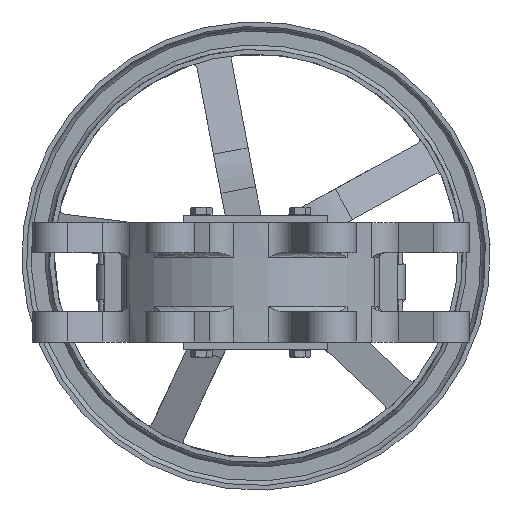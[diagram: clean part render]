
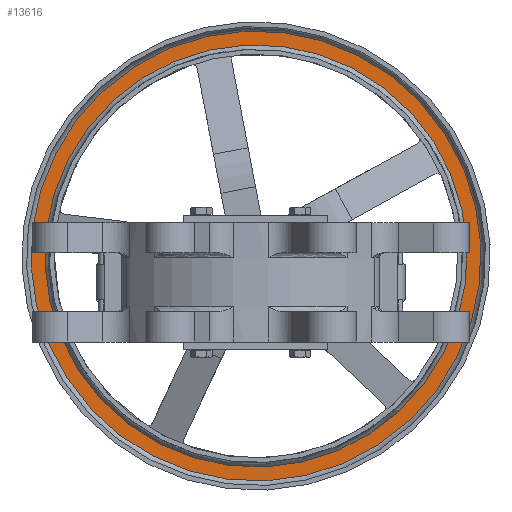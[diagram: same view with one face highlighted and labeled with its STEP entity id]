
A CAD part, front view. The second image highlights one B-rep face of the part: STEP entity #13616.
In plain terms, the highlighted planar face has unit normal (0, -1, 0).
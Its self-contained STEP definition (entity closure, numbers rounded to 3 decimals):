
#1091=CIRCLE('',#14965,90.123);
#1123=CIRCLE('',#15029,96.061);
#1274=FACE_BOUND('',#2810,.T.);
#1996=FACE_OUTER_BOUND('',#2809,.T.);
#2809=EDGE_LOOP('',(#11435));
#2810=EDGE_LOOP('',(#11436));
#6037=VERTEX_POINT('',#24839);
#6091=VERTEX_POINT('',#25037);
#7824=EDGE_CURVE('',#6037,#6037,#1091,.T.);
#7913=EDGE_CURVE('',#6091,#6091,#1123,.F.);
#11435=ORIENTED_EDGE('',*,*,#7913,.F.);
#11436=ORIENTED_EDGE('',*,*,#7824,.T.);
#12268=PLANE('',#15030);
#13616=ADVANCED_FACE('',(#1996,#1274),#12268,.F.);
#14965=AXIS2_PLACEMENT_3D('',#24840,#18250,#18251);
#15029=AXIS2_PLACEMENT_3D('',#25039,#18429,#18430);
#15030=AXIS2_PLACEMENT_3D('',#25040,#18431,#18432);
#18250=DIRECTION('center_axis',(0.,1.,0.));
#18251=DIRECTION('ref_axis',(0.,0.,1.));
#18429=DIRECTION('center_axis',(0.,-1.,0.));
#18430=DIRECTION('ref_axis',(0.,0.,1.));
#18431=DIRECTION('center_axis',(0.,1.,0.));
#18432=DIRECTION('ref_axis',(0.,0.,1.));
#24839=CARTESIAN_POINT('',(0.,27.522,-87.844));
#24840=CARTESIAN_POINT('Origin',(0.,27.522,2.28));
#25037=CARTESIAN_POINT('',(0.,27.522,-93.782));
#25039=CARTESIAN_POINT('Origin',(0.,27.522,2.28));
#25040=CARTESIAN_POINT('Origin',(0.,27.522,-87.233));
